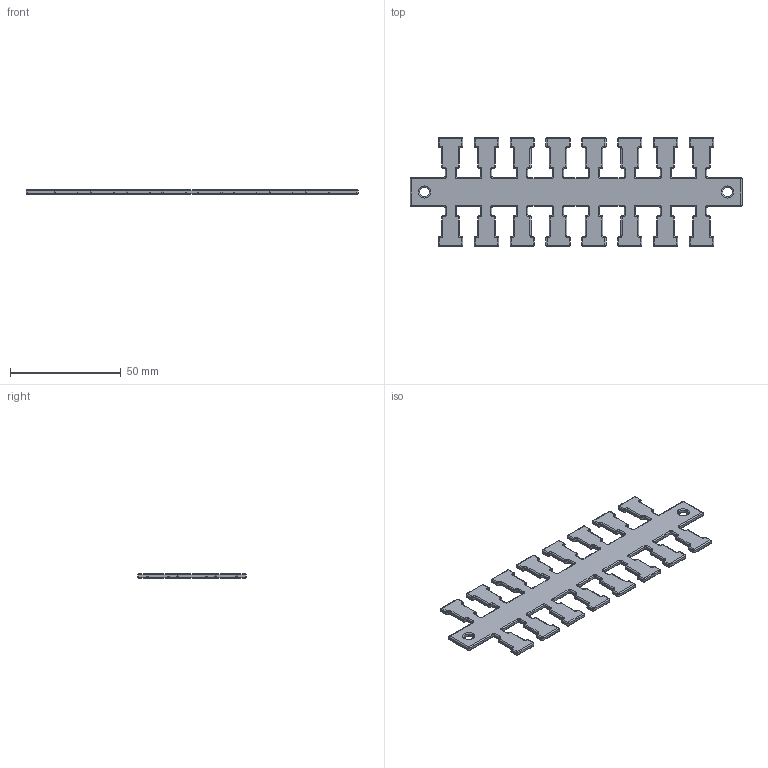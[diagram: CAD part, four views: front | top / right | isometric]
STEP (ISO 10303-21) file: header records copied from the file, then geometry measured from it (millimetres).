
FILE_DESCRIPTION (( 'STEP AP214' ), '1' );
FILE_NAME ('1041-034.STEP', '2024-08-28T08:46:28', ( '' ), ( '' ), 'SwSTEP 2.0', 'SolidWorks 2022', '' );
FILE_SCHEMA (( 'AUTOMOTIVE_DESIGN' ));
Length unit declared in the file: millimetre
Products named in the file (1): 1041-034
Bounding box: 150.1 x 49 x 2 mm (x, y, z)
Volume: 8330.5 mm3; surface area: 10143.9 mm2
Topology: 1 solids, 1 shells, 1190 faces, 2772 edges, 1384 vertices
Faces by surface type: cylinder 592, torus 200, sphere 200, plane 198
Entity records: 31734 total; most frequent: DIRECTION 6346, CARTESIAN_POINT 5147, ORIENTED_EDGE 5144, AXIS2_PLACEMENT_3D 2583, EDGE_CURVE 2572, CIRCLE 1392, VERTEX_POINT 1384, EDGE_LOOP 1194
